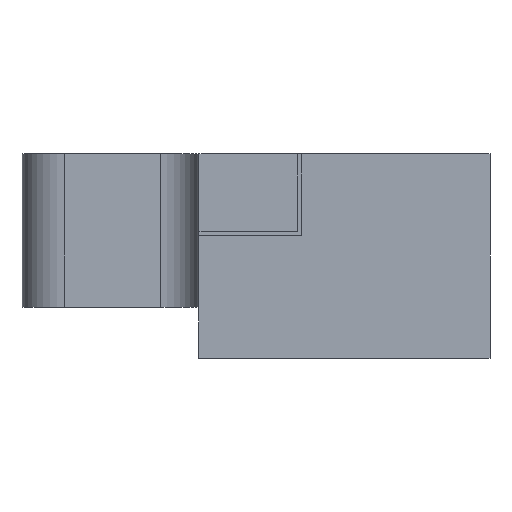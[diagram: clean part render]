
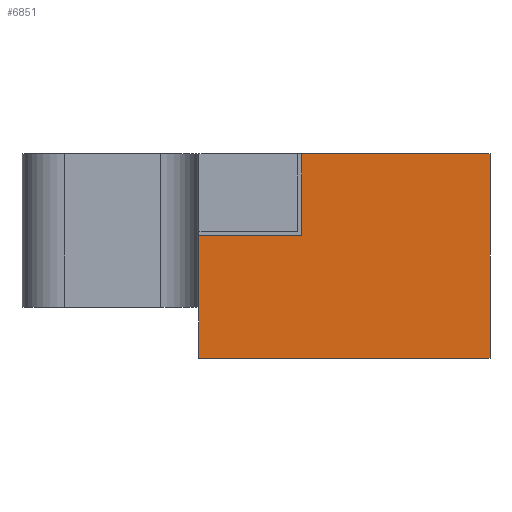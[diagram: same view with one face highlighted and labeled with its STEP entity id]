
A CAD part, front view. The second image highlights one B-rep face of the part: STEP entity #6851.
In plain terms, the highlighted planar face has unit normal (0, -1, 0).
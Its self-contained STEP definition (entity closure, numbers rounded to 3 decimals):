
#61 = CARTESIAN_POINT ( 'NONE',  ( 5.776, -7.241, 0. ) ) ;
#131 = EDGE_CURVE ( 'NONE', #3066, #4983, #882, .T. ) ;
#154 = DIRECTION ( 'NONE',  ( 0., 0., 1. ) ) ;
#159 = CARTESIAN_POINT ( 'NONE',  ( 5.776, -7.241, 7.62 ) ) ;
#185 = ORIENTED_EDGE ( 'NONE', *, *, #414, .T. ) ;
#188 = VERTEX_POINT ( 'NONE', #61 ) ;
#202 = CARTESIAN_POINT ( 'NONE',  ( 5.776, -7.241, 12.7 ) ) ;
#361 = VECTOR ( 'NONE', #5626, 1000. ) ;
#413 = ORIENTED_EDGE ( 'NONE', *, *, #9502, .F. ) ;
#414 = EDGE_CURVE ( 'NONE', #188, #5232, #4009, .T. ) ;
#426 = LINE ( 'NONE', #9078, #2889 ) ;
#880 = DIRECTION ( 'NONE',  ( 1., 0., 0. ) ) ;
#882 = LINE ( 'NONE', #3819, #2504 ) ;
#997 = CARTESIAN_POINT ( 'NONE',  ( 23.861, -7.241, 0. ) ) ;
#1069 = ORIENTED_EDGE ( 'NONE', *, *, #3805, .F. ) ;
#1114 = ORIENTED_EDGE ( 'NONE', *, *, #131, .F. ) ;
#1477 = CARTESIAN_POINT ( 'NONE',  ( 5.776, -7.241, 7.62 ) ) ;
#1578 = CARTESIAN_POINT ( 'NONE',  ( 23.861, -7.241, 12.7 ) ) ;
#1858 = CARTESIAN_POINT ( 'NONE',  ( 5.776, -7.241, 0. ) ) ;
#2483 = DIRECTION ( 'NONE',  ( 1., 0., 0. ) ) ;
#2504 = VECTOR ( 'NONE', #154, 1000. ) ;
#2725 = DIRECTION ( 'NONE',  ( 1., 0., 0. ) ) ;
#2728 = LINE ( 'NONE', #3507, #361 ) ;
#2789 = EDGE_CURVE ( 'NONE', #6951, #3066, #6700, .T. ) ;
#2818 = CARTESIAN_POINT ( 'NONE',  ( 12.177, -7.241, 12.7 ) ) ;
#2863 = EDGE_LOOP ( 'NONE', ( #1069, #1114, #6111, #8074, #185, #413 ) ) ;
#2889 = VECTOR ( 'NONE', #7561, 1000. ) ;
#3066 = VERTEX_POINT ( 'NONE', #8418 ) ;
#3303 = VERTEX_POINT ( 'NONE', #1578 ) ;
#3507 = CARTESIAN_POINT ( 'NONE',  ( 5.776, -7.241, 12.7 ) ) ;
#3805 = EDGE_CURVE ( 'NONE', #4983, #3303, #6887, .T. ) ;
#3819 = CARTESIAN_POINT ( 'NONE',  ( 12.177, -7.241, 7.62 ) ) ;
#4009 = LINE ( 'NONE', #1858, #4520 ) ;
#4520 = VECTOR ( 'NONE', #6937, 1000. ) ;
#4983 = VERTEX_POINT ( 'NONE', #2818 ) ;
#5232 = VERTEX_POINT ( 'NONE', #997 ) ;
#5626 = DIRECTION ( 'NONE',  ( 0., 0., -1. ) ) ;
#6111 = ORIENTED_EDGE ( 'NONE', *, *, #2789, .F. ) ;
#6230 = VECTOR ( 'NONE', #2483, 1000. ) ;
#6387 = DIRECTION ( 'NONE',  ( 0., 1., 0. ) ) ;
#6700 = LINE ( 'NONE', #1477, #6230 ) ;
#6851 = ADVANCED_FACE ( 'NONE', ( #7056 ), #7207, .F. ) ;
#6887 = LINE ( 'NONE', #202, #7163 ) ;
#6937 = DIRECTION ( 'NONE',  ( 1., 0., 0. ) ) ;
#6951 = VERTEX_POINT ( 'NONE', #159 ) ;
#7056 = FACE_OUTER_BOUND ( 'NONE', #2863, .T. ) ;
#7146 = EDGE_CURVE ( 'NONE', #6951, #188, #2728, .T. ) ;
#7163 = VECTOR ( 'NONE', #880, 1000. ) ;
#7207 = PLANE ( 'NONE',  #7784 ) ;
#7561 = DIRECTION ( 'NONE',  ( 0., 0., -1. ) ) ;
#7784 = AXIS2_PLACEMENT_3D ( 'NONE', #9448, #6387, #2725 ) ;
#8074 = ORIENTED_EDGE ( 'NONE', *, *, #7146, .T. ) ;
#8418 = CARTESIAN_POINT ( 'NONE',  ( 12.177, -7.241, 7.62 ) ) ;
#9078 = CARTESIAN_POINT ( 'NONE',  ( 23.861, -7.241, 12.7 ) ) ;
#9448 = CARTESIAN_POINT ( 'NONE',  ( 5.776, -7.241, 12.7 ) ) ;
#9502 = EDGE_CURVE ( 'NONE', #3303, #5232, #426, .T. ) ;
